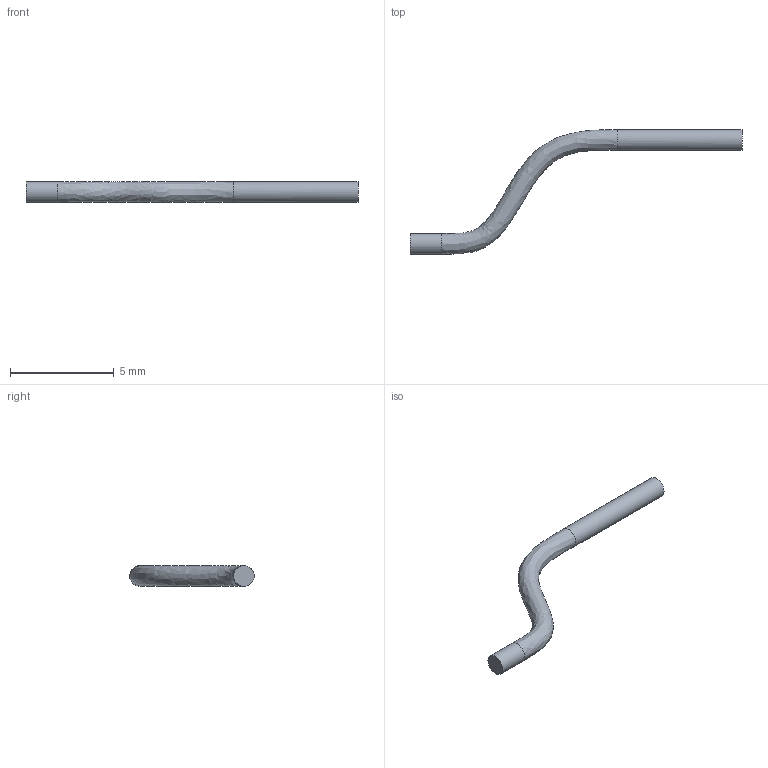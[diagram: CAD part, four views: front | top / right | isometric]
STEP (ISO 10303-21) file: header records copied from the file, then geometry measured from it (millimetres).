
FILE_DESCRIPTION(('FreeCAD Model'),'2;1');
FILE_NAME('pipe3d.step','2019-07-21T15:52:34',('Author'),(''), 'Open CASCADE STEP processor 6.9','FreeCAD','Unknown');
FILE_SCHEMA(('AUTOMOTIVE_DESIGN { 1 0 10303 214 1 1 1 1 }'));
Length unit declared in the file: millimetre
Products named in the file (3): ASSEMBLY; Open_CASCADE_STEP_translator_6.9_1.23; Open_CASCADE_STEP_translator_6.9_1.24
Assembly tree (2 placements, depth 2):
  ASSEMBLY
    Open_CASCADE_STEP_translator_6.9_1.23
    Open_CASCADE_STEP_translator_6.9_1.24
Bounding box: 16 x 6 x 1 mm (x, y, z)
Volume: 14.3 mm3; surface area: 58.7 mm2
Topology: 1 solids, 1 shells, 5 faces, 7 edges, 18 vertices
Faces by surface type: plane 2, cylinder 2, bspline 1
Full cylindrical faces by diameter (mm): 1 x2
Entity records: 508 total; most frequent: CARTESIAN_POINT 303, DIRECTION 31, ORIENTED_EDGE 14, PCURVE 14, DEFINITIONAL_REPRESENTATION 14, AXIS2_PLACEMENT_3D 10, LINE 9, VECTOR 9
